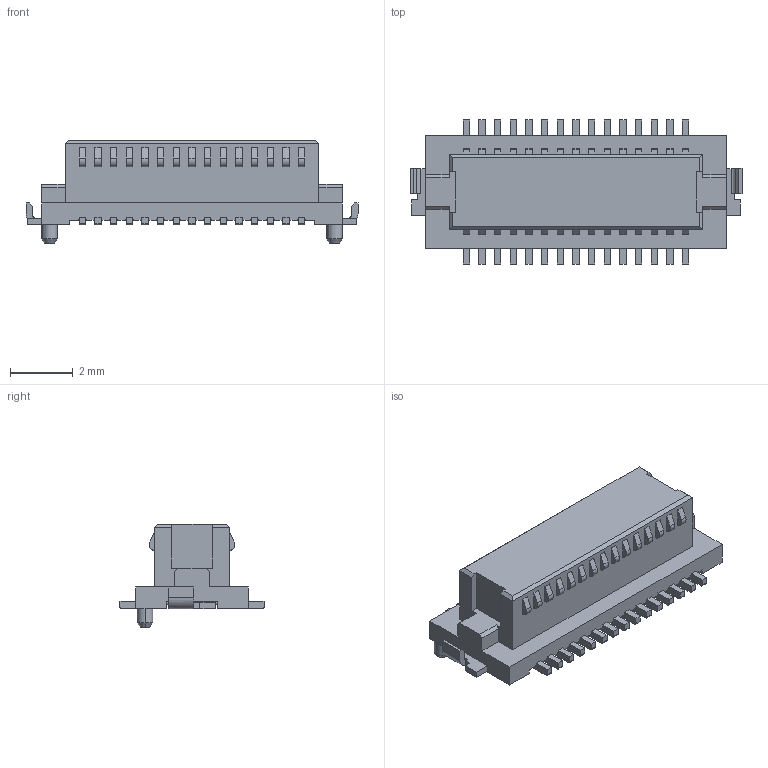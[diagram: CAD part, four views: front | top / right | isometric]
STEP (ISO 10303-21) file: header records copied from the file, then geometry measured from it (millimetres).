
FILE_DESCRIPTION((''),'2;1');
FILE_NAME('HIROSE_DF12-30DS-0.5V.stp','2016-08-22T14:23:19',(''),(''),'Mechanical Desktop 2011','Mechanical Desktop 2011',', , ');
FILE_SCHEMA(('AUTOMOTIVE_DESIGN { 1 2 10303 214 1 1 1 1 }'));
Length unit declared in the file: millimetre
Products named in the file (1): Product
Bounding box: 10.6 x 4.6 x 3.3 mm (x, y, z)
Volume: 60.8 mm3; surface area: 202.9 mm2
Topology: 63 solids, 63 shells, 1072 faces, 2750 edges, 1804 vertices
Faces by surface type: plane 936, cylinder 132, cone 4
Entity records: 31957 total; most frequent: CARTESIAN_POINT 5627, ORIENTED_EDGE 5500, DIRECTION 5166, EDGE_CURVE 2750, VECTOR 2480, LINE 2480, VERTEX_POINT 1804, AXIS2_PLACEMENT_3D 1343
